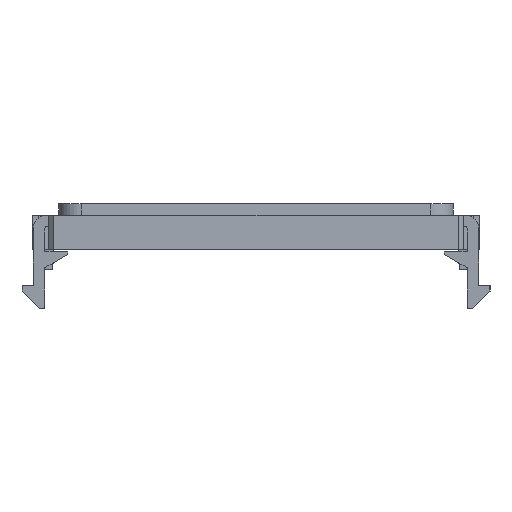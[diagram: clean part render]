
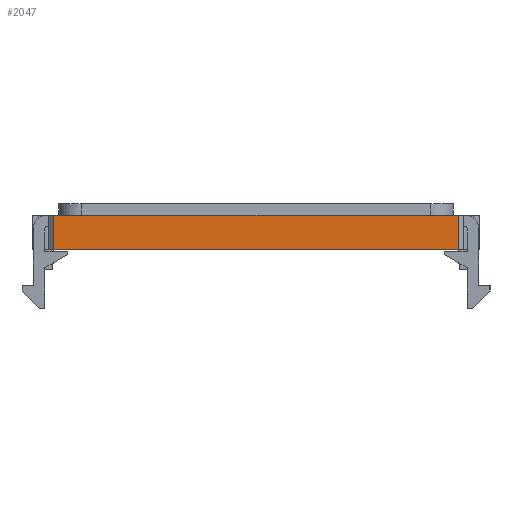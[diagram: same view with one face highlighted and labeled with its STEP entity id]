
A CAD part, left-side view. The second image highlights one B-rep face of the part: STEP entity #2047.
In plain terms, the highlighted planar face has unit normal (-1, 0, 0).
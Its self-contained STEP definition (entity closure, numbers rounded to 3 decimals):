
#2011 = EDGE_CURVE('',#2012,#2014,#2016,.T.);
#2012 = VERTEX_POINT('',#2013);
#2013 = CARTESIAN_POINT('',(-23.55,17.7,1.));
#2014 = VERTEX_POINT('',#2015);
#2015 = CARTESIAN_POINT('',(-23.55,17.7,-2.));
#2016 = LINE('',#2017,#2018);
#2017 = CARTESIAN_POINT('',(-23.55,17.7,0.));
#2018 = VECTOR('',#2019,1.);
#2019 = DIRECTION('',(-0.,-0.,-1.));
#2047 = ADVANCED_FACE('',(#2048),#2073,.T.);
#2048 = FACE_BOUND('',#2049,.T.);
#2049 = EDGE_LOOP('',(#2050,#2058,#2059,#2067));
#2050 = ORIENTED_EDGE('',*,*,#2051,.F.);
#2051 = EDGE_CURVE('',#2012,#2052,#2054,.T.);
#2052 = VERTEX_POINT('',#2053);
#2053 = CARTESIAN_POINT('',(-23.55,-17.7,1.));
#2054 = LINE('',#2055,#2056);
#2055 = CARTESIAN_POINT('',(-23.55,17.7,1.));
#2056 = VECTOR('',#2057,1.);
#2057 = DIRECTION('',(0.,-1.,0.));
#2058 = ORIENTED_EDGE('',*,*,#2011,.T.);
#2059 = ORIENTED_EDGE('',*,*,#2060,.F.);
#2060 = EDGE_CURVE('',#2061,#2014,#2063,.T.);
#2061 = VERTEX_POINT('',#2062);
#2062 = CARTESIAN_POINT('',(-23.55,-17.7,-2.));
#2063 = LINE('',#2064,#2065);
#2064 = CARTESIAN_POINT('',(-23.55,-17.7,-2.));
#2065 = VECTOR('',#2066,1.);
#2066 = DIRECTION('',(0.,1.,0.));
#2067 = ORIENTED_EDGE('',*,*,#2068,.T.);
#2068 = EDGE_CURVE('',#2061,#2052,#2069,.T.);
#2069 = LINE('',#2070,#2071);
#2070 = CARTESIAN_POINT('',(-23.55,-17.7,0.));
#2071 = VECTOR('',#2072,1.);
#2072 = DIRECTION('',(0.,0.,1.));
#2073 = PLANE('',#2074);
#2074 = AXIS2_PLACEMENT_3D('',#2075,#2076,#2077);
#2075 = CARTESIAN_POINT('',(-23.55,0.,-0.5));
#2076 = DIRECTION('',(-1.,-0.,-0.));
#2077 = DIRECTION('',(0.,0.,-1.));
